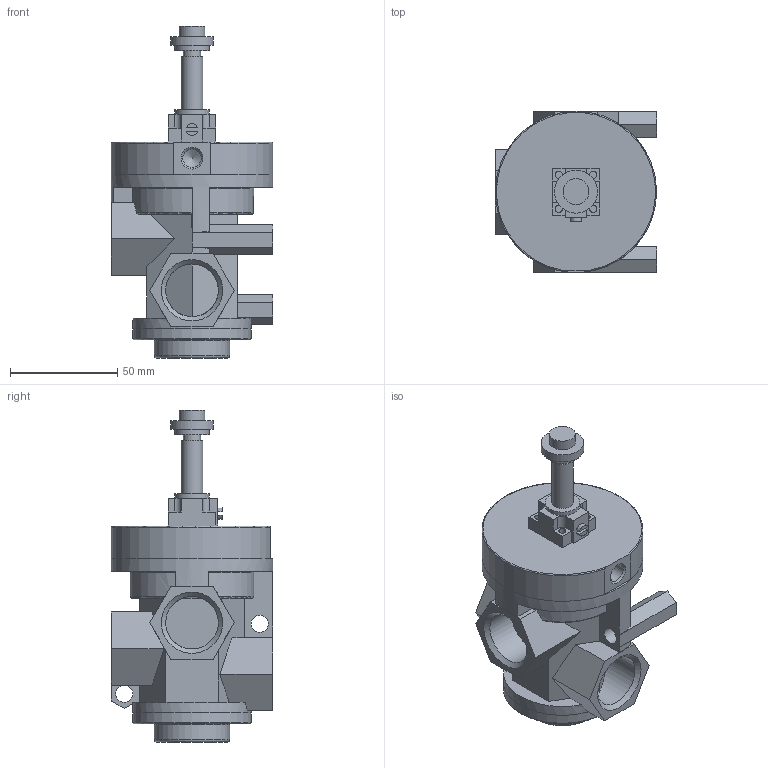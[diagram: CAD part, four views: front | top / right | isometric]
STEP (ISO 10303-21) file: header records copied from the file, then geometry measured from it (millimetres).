
FILE_DESCRIPTION((''),'2;1');
FILE_NAME('773-V_32_0_1(A-C)_M2.stp','2008-02-21T17:00:57',('pilonfr1'),(''),'Autodesk Inventor 2008','Autodesk Inventor 2008','');
FILE_SCHEMA(('AUTOMOTIVE_DESIGN { 1 0 10303 214 1 1 1 1 }'));
Length unit declared in the file: millimetre
Products named in the file (3): 773-V_32_0_1(A-C)_M2; 773_32_11_1C; M2
Assembly tree (2 placements, depth 2):
  773-V_32_0_1(A-C)_M2
    773_32_11_1C
    M2
Bounding box: 75 x 75 x 154.5 mm (x, y, z)
Volume: 277174.6 mm3; surface area: 46220.2 mm2
Topology: 2 solids, 2 shells, 162 faces, 421 edges, 275 vertices
Faces by surface type: plane 113, cylinder 34, bspline 6, torus 6, cone 3
Full cylindrical faces by diameter (mm): 8 x3, 10 x1, 12 x1, 16 x2, 20 x1, 24.5 x3, 35 x1, 55 x2, 75 x1
Entity records: 5251 total; most frequent: CARTESIAN_POINT 1163, DIRECTION 805, ORIENTED_EDGE 778, EDGE_CURVE 389, VECTOR 273, LINE 273, VERTEX_POINT 267, AXIS2_PLACEMENT_3D 266
